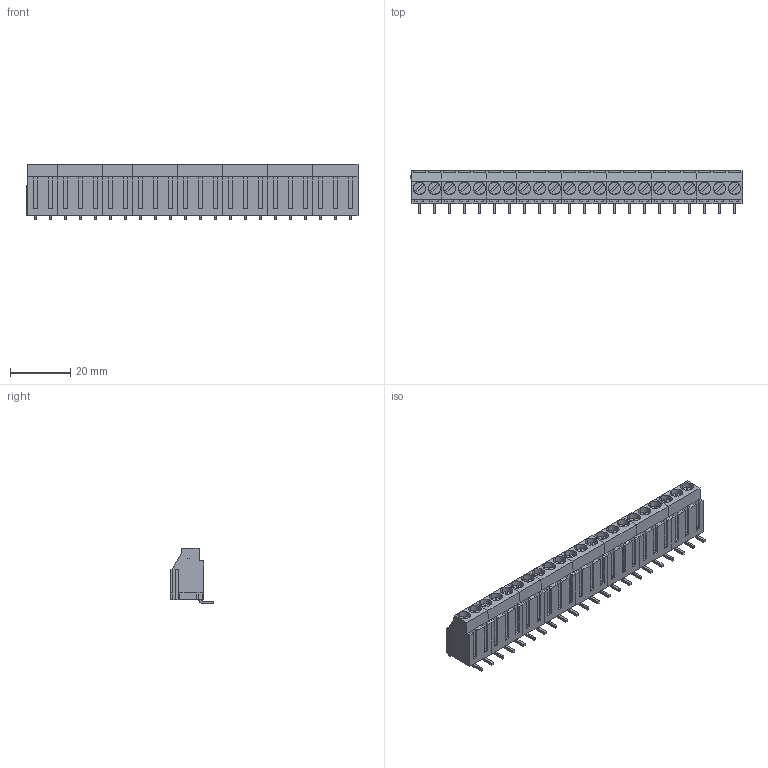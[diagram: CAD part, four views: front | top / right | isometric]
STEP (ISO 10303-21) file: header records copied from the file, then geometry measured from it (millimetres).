
FILE_DESCRIPTION(('CATIA V5 STEP','CAx-IF Rec.Pracs.--- Model Styling and Organization---1.2---2011-12-15'),'2;1');
FILE_NAME ('D1462029_0', '2017-01-24T04:59:33+00:00', ('none'), ('Weidmueller'), 'CATIA Version 5-6 Release 2014', 'CATIA V5 STEP AP214', 'none');
FILE_SCHEMA(('AUTOMOTIVE_DESIGN { 1 0 10303 214 1 1 1 1 }'));
Length unit declared in the file: millimetre
Products named in the file (1): 2429700000
Bounding box: 110.65 x 14.2 x 18.57 mm (x, y, z)
Volume: 14595.3 mm3; surface area: 14974.9 mm2
Topology: 52 solids, 52 shells, 1696 faces, 4446 edges, 2920 vertices
Faces by surface type: plane 1564, cylinder 88, extrusion 44
Entity records: 50847 total; most frequent: CARTESIAN_POINT 9858, ORIENTED_EDGE 8892, DIRECTION 6832, EDGE_CURVE 4446, VECTOR 4138, LINE 4094, VERTEX_POINT 2920, EDGE_LOOP 1762
